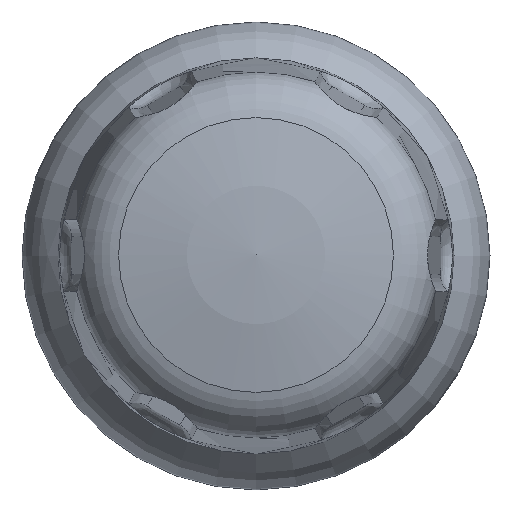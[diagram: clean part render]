
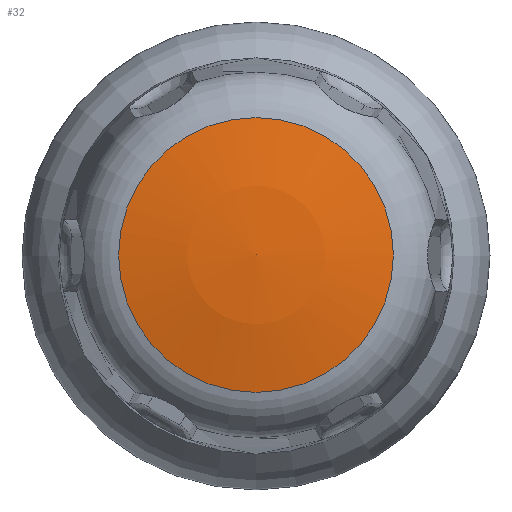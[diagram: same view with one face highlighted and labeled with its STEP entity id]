
A CAD part, top view. The second image highlights one B-rep face of the part: STEP entity #32.
In plain terms, the highlighted spherical face has radius 18 mm.
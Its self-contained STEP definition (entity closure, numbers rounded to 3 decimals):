
#16=CARTESIAN_POINT('',(-3.816,0.0,16.091));
#17=VERTEX_POINT('',#16);
#18=CARTESIAN_POINT('',(0.0,0.0,16.091));
#19=DIRECTION('',(-0.0,-0.0,-1.0));
#20=DIRECTION('',(-1.0,0.0,0.0));
#21=AXIS2_PLACEMENT_3D('',#18,#19,#20);
#22=CIRCLE('',#21,3.816);
#23=EDGE_CURVE('n� 71',#17,#17,#22,.T.);
#24=ORIENTED_EDGE('',*,*,#23,.F.);
#25=EDGE_LOOP('',(#24));
#26=FACE_OUTER_BOUND('',#25,.T.);
#27=CARTESIAN_POINT('',(0.0,0.0,-1.5));
#28=DIRECTION('',(-0.0,-0.0,-1.0));
#29=DIRECTION('',(1.0,-0.0,-0.0));
#30=AXIS2_PLACEMENT_3D('',#27,#28,#29);
#31=SPHERICAL_SURFACE('',#30,18.0);
#32=ADVANCED_FACE('n� 79',(#26),#31,.T.);
